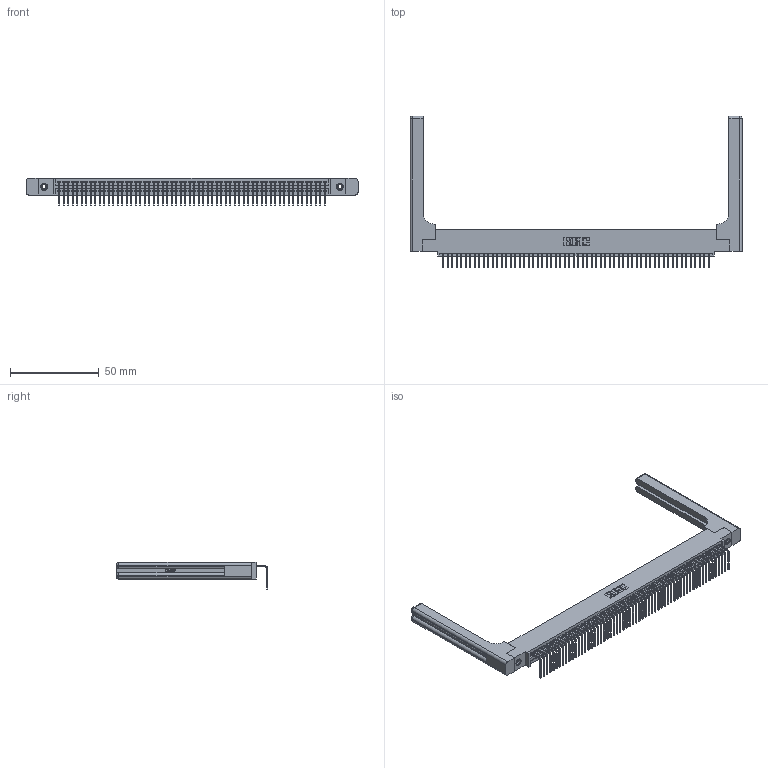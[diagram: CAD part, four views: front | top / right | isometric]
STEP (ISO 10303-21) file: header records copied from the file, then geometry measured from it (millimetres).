
FILE_DESCRIPTION (( 'STEP AP203' ), '1' );
FILE_NAME ('395-060-558-458.STEP', '2019-10-11T16:27:33', ( '' ), ( '' ), 'SwSTEP 2.0', 'SolidWorks 2016', '' );
FILE_SCHEMA (( 'CONFIG_CONTROL_DESIGN' ));
Length unit declared in the file: inch
Products named in the file (5): 395-060-558-458; 345 Part_0.110 Offset - 0.156 Dia-TH; 345-292-001_558 Tail - 2; 345-250-001_345-250-001-102; 345-220-058_345-220-058
Assembly tree (65 placements, depth 2):
  395-060-558-458
    345 Part_0.110 Offset - 0.156 Dia-TH
    345-292-001_558 Tail - 2  x60
    345-250-001_345-250-001-102  x2
    345-220-058_345-220-058  x2
Bounding box: 187.43 x 85.59 x 15.37 mm (x, y, z)
Volume: 26580.9 mm3; surface area: 30828.1 mm2
Topology: 65 solids, 65 shells, 3986 faces, 11939 edges, 7858 vertices
Faces by surface type: plane 2752, cylinder 1174, bspline 36, cone 12, sphere 8, torus 4
Entity records: 48132 total; most frequent: CARTESIAN_POINT 9309, ORIENTED_EDGE 8100, DIRECTION 7050, EDGE_CURVE 4050, VECTOR 3586, LINE 3586, VERTEX_POINT 2690, AXIS2_PLACEMENT_3D 1732
